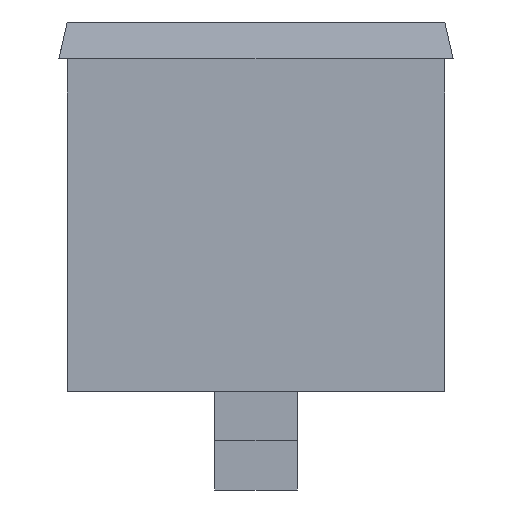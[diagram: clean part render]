
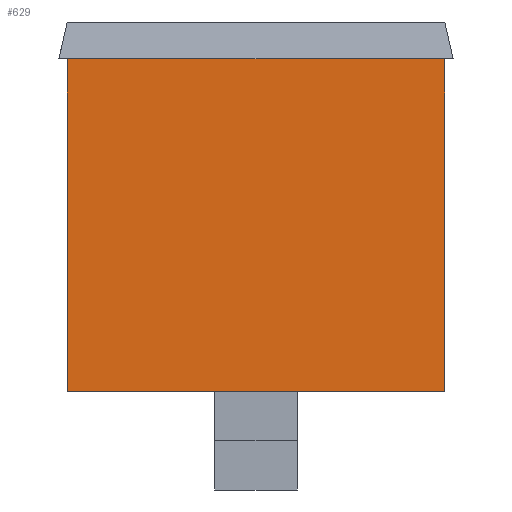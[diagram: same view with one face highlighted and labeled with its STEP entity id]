
A CAD part, front view. The second image highlights one B-rep face of the part: STEP entity #629.
In plain terms, the highlighted planar face has unit normal (0, -1, 0).
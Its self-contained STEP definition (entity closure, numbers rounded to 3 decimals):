
#590=CARTESIAN_POINT('',(92.,-22.0,0.0));
#591=DIRECTION('',(0.0,-1.0,0.0));
#592=DIRECTION('',(0.0,0.0,-1.0));
#593=AXIS2_PLACEMENT_3D('',#590,#591,#592);
#594=PLANE('',#593);
#595=CARTESIAN_POINT('',(92.,-22.0,81.0));
#596=VERTEX_POINT('',#595);
#597=CARTESIAN_POINT('',(0.0,-22.0,81.0));
#598=VERTEX_POINT('',#597);
#599=CARTESIAN_POINT('',(92.,-22.0,81.0));
#600=DIRECTION('',(-1.0,0.0,0.0));
#601=VECTOR('',#600,92.);
#602=LINE('',#599,#601);
#603=EDGE_CURVE('',#596,#598,#602,.T.);
#604=ORIENTED_EDGE('',*,*,#603,.T.);
#605=CARTESIAN_POINT('',(0.0,-22.0,0.0));
#606=VERTEX_POINT('',#605);
#607=CARTESIAN_POINT('',(0.0,-22.0,0.0));
#608=DIRECTION('',(0.0,0.0,1.0));
#609=VECTOR('',#608,81.0);
#610=LINE('',#607,#609);
#611=EDGE_CURVE('',#606,#598,#610,.T.);
#612=ORIENTED_EDGE('',*,*,#611,.F.);
#613=CARTESIAN_POINT('',(92.,-22.0,0.0));
#614=VERTEX_POINT('',#613);
#615=CARTESIAN_POINT('',(0.0,-22.0,0.0));
#616=DIRECTION('',(1.0,0.0,0.0));
#617=VECTOR('',#616,92.);
#618=LINE('',#615,#617);
#619=EDGE_CURVE('',#606,#614,#618,.T.);
#620=ORIENTED_EDGE('',*,*,#619,.T.);
#621=CARTESIAN_POINT('',(92.,-22.0,0.0));
#622=DIRECTION('',(0.0,0.0,1.0));
#623=VECTOR('',#622,81.0);
#624=LINE('',#621,#623);
#625=EDGE_CURVE('',#614,#596,#624,.T.);
#626=ORIENTED_EDGE('',*,*,#625,.T.);
#627=EDGE_LOOP('',(#604,#612,#620,#626));
#628=FACE_OUTER_BOUND('',#627,.T.);
#629=ADVANCED_FACE('',(#628),#594,.T.);
